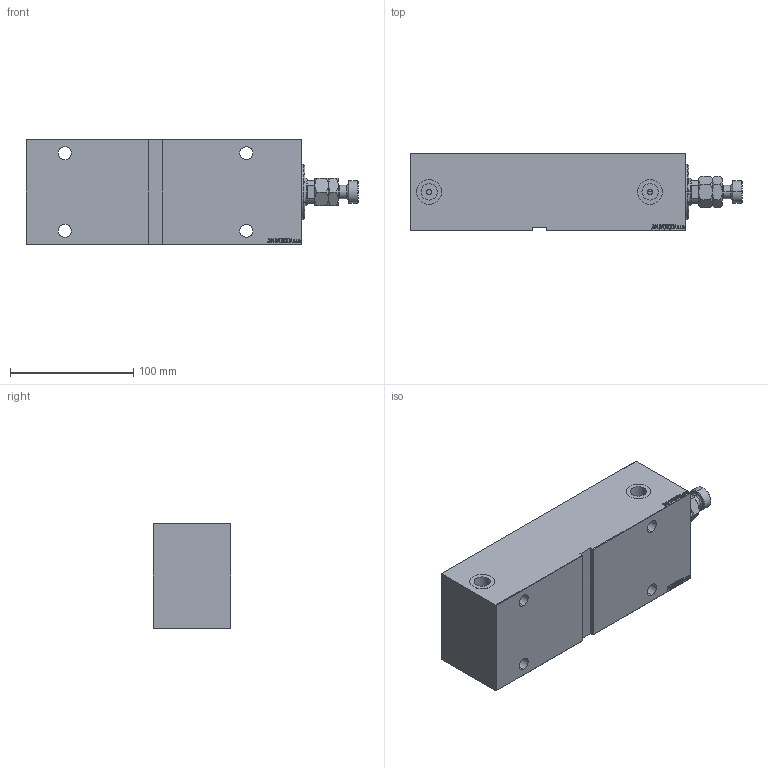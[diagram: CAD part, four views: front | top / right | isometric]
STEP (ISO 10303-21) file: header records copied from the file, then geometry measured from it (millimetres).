
FILE_DESCRIPTION (( 'STEP AP203' ), '1' );
FILE_NAME ('7a83.STEP', '2022-04-17T03:12:21', ( '' ), ( '' ), 'SwSTEP 2.0', 'SolidWorks 2019', '' );
FILE_SCHEMA (( 'CONFIG_CONTROL_DESIGN' ));
Length unit declared in the file: millimetre
Products named in the file (5): 7a83; MFA 443bbdf844ec4df0098c6c6a2a8119d8; V450CM_E_Body 443bbdf844ec4df0098c6c6a2a8119d8; V450CM_VC_B 443bbdf844ec4df0098c6c6a2a8119d8; V450CM_E_VCP 443bbdf844ec4df0098c6c6a2a8119d8
Assembly tree (4 placements, depth 2):
  7a83
    V450CM_E_Body 443bbdf844ec4df0098c6c6a2a8119d8
    V450CM_E_VCP 443bbdf844ec4df0098c6c6a2a8119d8
    V450CM_VC_B 443bbdf844ec4df0098c6c6a2a8119d8
    MFA 443bbdf844ec4df0098c6c6a2a8119d8
Bounding box: 269 x 63 x 85 mm (x, y, z)
Volume: 1154076.5 mm3; surface area: 115063 mm2
Topology: 4 solids, 4 shells, 930 faces, 2351 edges, 1547 vertices
Faces by surface type: plane 434, bspline 380, cylinder 70, cone 42, torus 4
Entity records: 45434 total; most frequent: CARTESIAN_POINT 25075, ORIENTED_EDGE 4698, DIRECTION 2829, EDGE_CURVE 2349, VERTEX_POINT 1547, LINE 1347, VECTOR 1347, EDGE_LOOP 1062
